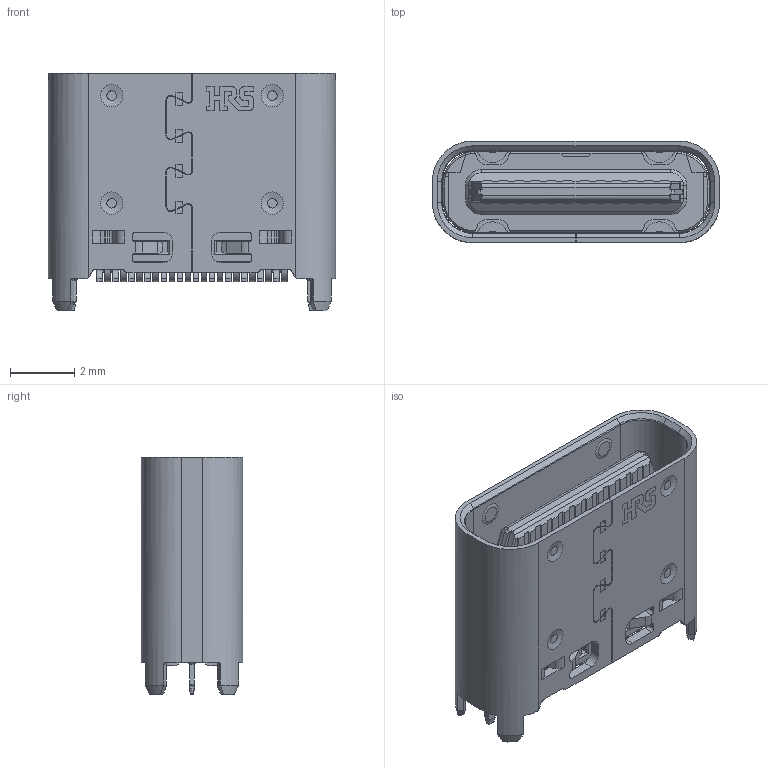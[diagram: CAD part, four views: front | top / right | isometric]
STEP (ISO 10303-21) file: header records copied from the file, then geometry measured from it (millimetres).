
FILE_DESCRIPTION(/* description */ (''),/* implementation_level */ '2;1');
FILE_NAME(/* name */ 'CX80B1-24P.stp',/* time_stamp */ '2021-06-03T06:33:29+02:00',/* author */ ('pc'),/* organization */ (''),/* preprocessor_version */ 'ST-DEVELOPER v17',/* originating_system */ 'Autodesk Inventor 2019',/* authorisation */ '');
FILE_SCHEMA (('AUTOMOTIVE_DESIGN { 1 0 10303 214 3 1 1 }'));
Length unit declared in the file: millimetre
Products named in the file (9): CX80B1-24P; 1; 1_1; 2; 3; 4; 5; 6; Hirose Electric
Assembly tree (8 placements, depth 3):
  CX80B1-24P
    1
      1_1
      2
      3
      4
      5
      6
    Hirose Electric
Bounding box: 8.94 x 3.16 x 7.4 mm (x, y, z)
Volume: 82.8 mm3; surface area: 471 mm2
Topology: 55 solids, 55 shells, 1386 faces, 3595 edges, 2333 vertices
Faces by surface type: plane 990, cylinder 274, bspline 56, cone 53, torus 13
Entity records: 44158 total; most frequent: CARTESIAN_POINT 9644, ORIENTED_EDGE 7190, DIRECTION 6867, EDGE_CURVE 3595, LINE 2739, VECTOR 2739, VERTEX_POINT 2333, AXIS2_PLACEMENT_3D 2064
